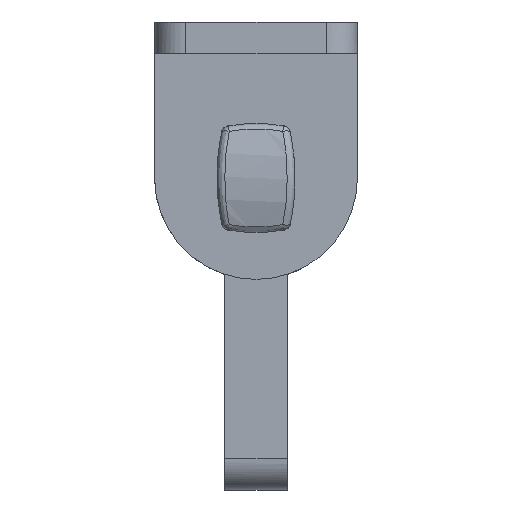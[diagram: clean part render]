
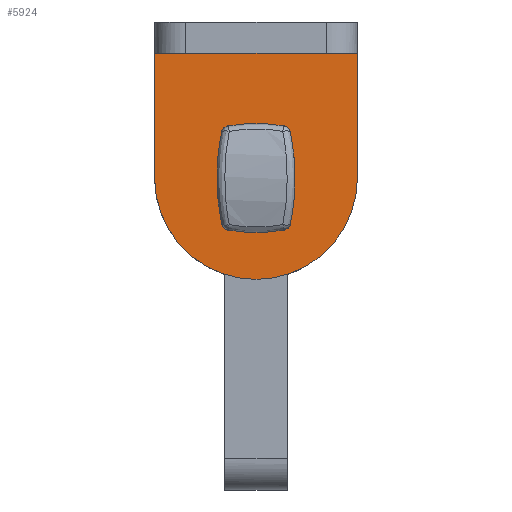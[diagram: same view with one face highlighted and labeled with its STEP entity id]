
A CAD part, left-side view. The second image highlights one B-rep face of the part: STEP entity #5924.
In plain terms, the highlighted free-form (B-spline) face has degree [1, 1] with [2, 2] control points.
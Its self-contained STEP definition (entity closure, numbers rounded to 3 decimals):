
#5238=CARTESIAN_POINT('',(-2.0,-2.225,-2.049));
#5239=VERTEX_POINT('',#5238);
#5240=CARTESIAN_POINT('',(-2.0,-2.225,2.049));
#5241=VERTEX_POINT('',#5240);
#5242=CARTESIAN_POINT('',(-2.0,-2.225,-2.049));
#5243=CARTESIAN_POINT('',(-2.0,-2.225,2.049));
#5244=QUASI_UNIFORM_CURVE('',1,(#5242,#5243),.UNSPECIFIED.,.F.,.U.);
#5245=EDGE_CURVE('',#5239,#5241,#5244,.T.);
#5283=CARTESIAN_POINT('',(-2.0,2.225,-2.049));
#5284=VERTEX_POINT('',#5283);
#5285=CARTESIAN_POINT('',(-2.0,2.225,-2.049));
#5286=CARTESIAN_POINT('',(-2.,2.049,-2.241));
#5287=CARTESIAN_POINT('',(-2.,1.726,-2.511));
#5288=CARTESIAN_POINT('',(-2.,1.139,-2.825));
#5289=CARTESIAN_POINT('',(-2.,0.624,-2.979));
#5290=CARTESIAN_POINT('',(-2.0,0.027,-3.041));
#5291=CARTESIAN_POINT('',(-2.0,-0.588,-2.997));
#5292=CARTESIAN_POINT('',(-2.,-1.213,-2.797));
#5293=CARTESIAN_POINT('',(-2.,-1.779,-2.47));
#5294=CARTESIAN_POINT('',(-2.,-2.075,-2.212));
#5295=CARTESIAN_POINT('',(-2.0,-2.225,-2.049));
#5296=B_SPLINE_CURVE_WITH_KNOTS('',3,(#5285,#5286,#5287,#5288,#5289,#5290,#5291,#5292,#5293,#5294,#5295),.UNSPECIFIED.,.F.,.U.,(4,1,1,1,1,1,1,1,4),(0.,0.781,1.25,1.992,2.383,3.047,3.828,4.336,5.),.UNSPECIFIED.);
#5297=EDGE_CURVE('',#5284,#5239,#5296,.T.);
#5329=CARTESIAN_POINT('',(-2.0,2.225,2.049));
#5330=VERTEX_POINT('',#5329);
#5331=CARTESIAN_POINT('',(-2.0,2.225,2.049));
#5332=CARTESIAN_POINT('',(-2.0,2.225,-2.049));
#5333=QUASI_UNIFORM_CURVE('',1,(#5331,#5332),.UNSPECIFIED.,.F.,.U.);
#5334=EDGE_CURVE('',#5330,#5284,#5333,.T.);
#5366=CARTESIAN_POINT('',(-2.0,-2.225,2.049));
#5367=CARTESIAN_POINT('',(-2.,-2.075,2.212));
#5368=CARTESIAN_POINT('',(-2.,-1.759,2.488));
#5369=CARTESIAN_POINT('',(-2.,-1.142,2.833));
#5370=CARTESIAN_POINT('',(-2.,-0.484,3.016));
#5371=CARTESIAN_POINT('',(-2.,0.249,3.039));
#5372=CARTESIAN_POINT('',(-2.,0.855,2.925));
#5373=CARTESIAN_POINT('',(-2.,1.566,2.629));
#5374=CARTESIAN_POINT('',(-2.,1.987,2.308));
#5375=CARTESIAN_POINT('',(-2.0,2.225,2.049));
#5376=B_SPLINE_CURVE_WITH_KNOTS('',3,(#5366,#5367,#5368,#5369,#5370,#5371,#5372,#5373,#5374,#5375),.UNSPECIFIED.,.F.,.U.,(4,1,1,1,1,1,1,4),(0.,0.664,1.25,2.109,2.695,3.438,3.945,5.),.UNSPECIFIED.);
#5377=EDGE_CURVE('',#5241,#5330,#5376,.T.);
#5856=CARTESIAN_POINT('',(-2.0,7.149,8.724));
#5857=CARTESIAN_POINT('',(-2.0,-7.149,8.724));
#5858=CARTESIAN_POINT('',(-2.0,7.149,-7.224));
#5859=CARTESIAN_POINT('',(-2.0,-7.149,-7.224));
#5860=B_SPLINE_SURFACE_WITH_KNOTS('',1,1,((#5856,#5858),(#5857,#5859)),.UNSPECIFIED.,.F.,.F.,.U.,(2,2),(2,2),(0.0,14.299),(0.0,15.949),.UNSPECIFIED.);
#5861=CARTESIAN_POINT('',(-2.0,6.5,0.));
#5862=VERTEX_POINT('',#5861);
#5863=CARTESIAN_POINT('',(-2.0,0.,-6.5));
#5864=VERTEX_POINT('',#5863);
#5865=CARTESIAN_POINT('',(-2.0,6.5,0.));
#5866=CARTESIAN_POINT('',(-2.,6.5,-0.346));
#5867=CARTESIAN_POINT('',(-2.,6.443,-1.064));
#5868=CARTESIAN_POINT('',(-2.,6.203,-2.021));
#5869=CARTESIAN_POINT('',(-2.,5.795,-3.006));
#5870=CARTESIAN_POINT('',(-2.,5.29,-3.825));
#5871=CARTESIAN_POINT('',(-2.,4.594,-4.632));
#5872=CARTESIAN_POINT('',(-2.,3.746,-5.364));
#5873=CARTESIAN_POINT('',(-2.,2.722,-5.944));
#5874=CARTESIAN_POINT('',(-2.,1.436,-6.386));
#5875=CARTESIAN_POINT('',(-2.,0.558,-6.5));
#5876=CARTESIAN_POINT('',(-2.0,0.,-6.5));
#5877=B_SPLINE_CURVE_WITH_KNOTS('',3,(#5865,#5866,#5867,#5868,#5869,#5870,#5871,#5872,#5873,#5874,#5875,#5876),.UNSPECIFIED.,.F.,.U.,(4,1,1,1,1,1,1,1,1,4),(0.,1.037,2.154,2.951,4.228,5.025,6.142,7.578,8.535,10.21),.UNSPECIFIED.);
#5878=EDGE_CURVE('',#5862,#5864,#5877,.T.);
#5879=ORIENTED_EDGE('',*,*,#5878,.T.);
#5880=CARTESIAN_POINT('',(-2.0,-6.5,0.));
#5881=VERTEX_POINT('',#5880);
#5882=CARTESIAN_POINT('',(-2.0,0.,-6.5));
#5883=CARTESIAN_POINT('',(-2.0,-0.346,-6.5));
#5884=CARTESIAN_POINT('',(-2.,-1.01,-6.447));
#5885=CARTESIAN_POINT('',(-2.,-2.1,-6.188));
#5886=CARTESIAN_POINT('',(-2.,-3.178,-5.718));
#5887=CARTESIAN_POINT('',(-2.,-4.187,-5.017));
#5888=CARTESIAN_POINT('',(-2.0,-4.96,-4.243));
#5889=CARTESIAN_POINT('',(-2.,-5.523,-3.465));
#5890=CARTESIAN_POINT('',(-2.,-6.025,-2.526));
#5891=CARTESIAN_POINT('',(-2.,-6.403,-1.383));
#5892=CARTESIAN_POINT('',(-2.,-6.5,-0.452));
#5893=CARTESIAN_POINT('',(-2.0,-6.5,0.));
#5894=B_SPLINE_CURVE_WITH_KNOTS('',3,(#5882,#5883,#5884,#5885,#5886,#5887,#5888,#5889,#5890,#5891,#5892,#5893),.UNSPECIFIED.,.F.,.U.,(4,1,1,1,1,1,1,1,1,4),(0.,1.037,1.994,3.35,4.547,5.663,6.621,7.418,8.854,10.21),.UNSPECIFIED.);
#5895=EDGE_CURVE('',#5864,#5881,#5894,.T.);
#5896=ORIENTED_EDGE('',*,*,#5895,.T.);
#5897=CARTESIAN_POINT('',(-2.0,-6.5,8.0));
#5898=VERTEX_POINT('',#5897);
#5899=CARTESIAN_POINT('',(-2.0,-6.5,0.));
#5900=CARTESIAN_POINT('',(-2.0,-6.5,8.0));
#5901=QUASI_UNIFORM_CURVE('',1,(#5899,#5900),.UNSPECIFIED.,.F.,.U.);
#5902=EDGE_CURVE('',#5881,#5898,#5901,.T.);
#5903=ORIENTED_EDGE('',*,*,#5902,.T.);
#5904=CARTESIAN_POINT('',(-2.0,6.5,8.0));
#5905=VERTEX_POINT('',#5904);
#5906=CARTESIAN_POINT('',(-2.0,-6.5,8.0));
#5907=CARTESIAN_POINT('',(-2.0,6.5,8.0));
#5908=QUASI_UNIFORM_CURVE('',1,(#5906,#5907),.UNSPECIFIED.,.F.,.U.);
#5909=EDGE_CURVE('',#5898,#5905,#5908,.T.);
#5910=ORIENTED_EDGE('',*,*,#5909,.T.);
#5911=CARTESIAN_POINT('',(-2.0,6.5,8.0));
#5912=CARTESIAN_POINT('',(-2.0,6.5,0.));
#5913=QUASI_UNIFORM_CURVE('',1,(#5911,#5912),.UNSPECIFIED.,.F.,.U.);
#5914=EDGE_CURVE('',#5905,#5862,#5913,.T.);
#5915=ORIENTED_EDGE('',*,*,#5914,.T.);
#5916=EDGE_LOOP('',(#5879,#5896,#5903,#5910,#5915));
#5917=FACE_OUTER_BOUND('',#5916,.T.);
#5918=ORIENTED_EDGE('',*,*,#5377,.F.);
#5919=ORIENTED_EDGE('',*,*,#5245,.F.);
#5920=ORIENTED_EDGE('',*,*,#5297,.F.);
#5921=ORIENTED_EDGE('',*,*,#5334,.F.);
#5922=EDGE_LOOP('',(#5918,#5919,#5920,#5921));
#5923=FACE_BOUND('',#5922,.T.);
#5924=ADVANCED_FACE('',(#5917,#5923),#5860,.F.);
